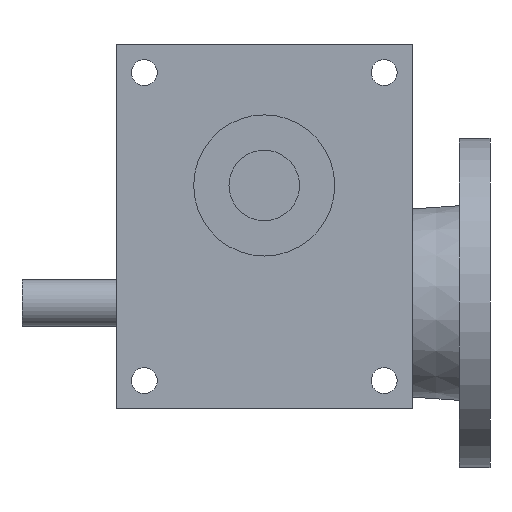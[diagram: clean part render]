
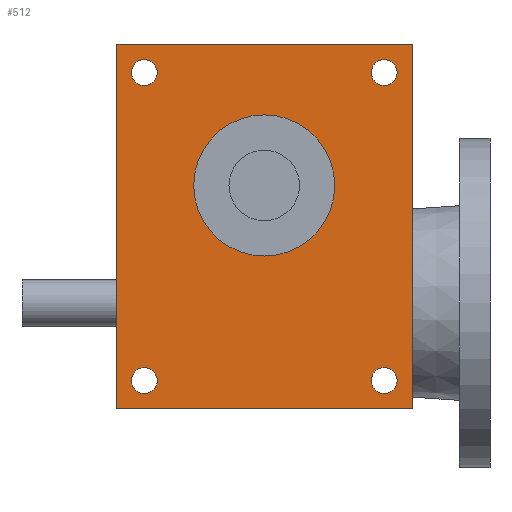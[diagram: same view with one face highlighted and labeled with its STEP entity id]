
A CAD part, front view. The second image highlights one B-rep face of the part: STEP entity #512.
In plain terms, the highlighted planar face has unit normal (0, -1, 0).
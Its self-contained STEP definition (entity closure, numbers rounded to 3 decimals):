
#512 = ADVANCED_FACE( '', ( #1029, #1030, #1031, #1032, #1033, #1034 ), #1035, .F. );
#1029 = FACE_BOUND( '', #1568, .T. );
#1030 = FACE_BOUND( '', #1569, .T. );
#1031 = FACE_BOUND( '', #1570, .T. );
#1032 = FACE_BOUND( '', #1571, .T. );
#1033 = FACE_BOUND( '', #1572, .T. );
#1034 = FACE_OUTER_BOUND( '', #1573, .T. );
#1035 = PLANE( '', #1574 );
#1568 = EDGE_LOOP( '', ( #2694 ) );
#1569 = EDGE_LOOP( '', ( #2695 ) );
#1570 = EDGE_LOOP( '', ( #2696 ) );
#1571 = EDGE_LOOP( '', ( #2697 ) );
#1572 = EDGE_LOOP( '', ( #2698 ) );
#1573 = EDGE_LOOP( '', ( #2699, #2700, #2701, #2702 ) );
#1574 = AXIS2_PLACEMENT_3D( '', #2703, #2704, #2705 );
#2694 = ORIENTED_EDGE( '', *, *, #3025, .T. );
#2695 = ORIENTED_EDGE( '', *, *, #3446, .T. );
#2696 = ORIENTED_EDGE( '', *, *, #3440, .T. );
#2697 = ORIENTED_EDGE( '', *, *, #3447, .T. );
#2698 = ORIENTED_EDGE( '', *, *, #3448, .T. );
#2699 = ORIENTED_EDGE( '', *, *, #2993, .T. );
#2700 = ORIENTED_EDGE( '', *, *, #3315, .F. );
#2701 = ORIENTED_EDGE( '', *, *, #3338, .F. );
#2702 = ORIENTED_EDGE( '', *, *, #3385, .T. );
#2703 = CARTESIAN_POINT( '', ( -63., -45., 77.5 ) );
#2704 = DIRECTION( '', ( 0., 1., 0. ) );
#2705 = DIRECTION( '', ( 0., 0., 1. ) );
#2993 = EDGE_CURVE( '', #3495, #3499, #3501, .T. );
#3025 = EDGE_CURVE( '', #3553, #3553, #3554, .T. );
#3315 = EDGE_CURVE( '', #4012, #3499, #4014, .T. );
#3338 = EDGE_CURVE( '', #4045, #4012, #4047, .T. );
#3385 = EDGE_CURVE( '', #4045, #3495, #4105, .T. );
#3440 = EDGE_CURVE( '', #4172, #4172, #4173, .T. );
#3446 = EDGE_CURVE( '', #4181, #4181, #4182, .T. );
#3447 = EDGE_CURVE( '', #4183, #4183, #4184, .T. );
#3448 = EDGE_CURVE( '', #4185, #4185, #4186, .T. );
#3495 = VERTEX_POINT( '', #4239 );
#3499 = VERTEX_POINT( '', #4245 );
#3501 = LINE( '', #4248, #4249 );
#3553 = VERTEX_POINT( '', #4318 );
#3554 = CIRCLE( '', #4319, 5.5 );
#4012 = VERTEX_POINT( '', #4987 );
#4014 = LINE( '', #4990, #4991 );
#4045 = VERTEX_POINT( '', #5033 );
#4047 = LINE( '', #5036, #5037 );
#4105 = LINE( '', #5116, #5117 );
#4172 = VERTEX_POINT( '', #5205 );
#4173 = CIRCLE( '', #5206, 5.5 );
#4181 = VERTEX_POINT( '', #5216 );
#4182 = CIRCLE( '', #5217, 5.5 );
#4183 = VERTEX_POINT( '', #5218 );
#4184 = CIRCLE( '', #5219, 5.5 );
#4185 = VERTEX_POINT( '', #5220 );
#4186 = CIRCLE( '', #5221, 30. );
#4239 = CARTESIAN_POINT( '', ( -63., -45., -77.5 ) );
#4245 = CARTESIAN_POINT( '', ( 63., -45., -77.5 ) );
#4248 = CARTESIAN_POINT( '', ( -63., -45., -77.5 ) );
#4249 = VECTOR( '', #5286, 1000. );
#4318 = CARTESIAN_POINT( '', ( 56.5, -45., 65.5 ) );
#4319 = AXIS2_PLACEMENT_3D( '', #5319, #5320, #5321 );
#4987 = CARTESIAN_POINT( '', ( 63., -45., 77.5 ) );
#4990 = CARTESIAN_POINT( '', ( 63., -45., 77.5 ) );
#4991 = VECTOR( '', #5672, 1000. );
#5033 = CARTESIAN_POINT( '', ( -63., -45., 77.5 ) );
#5036 = CARTESIAN_POINT( '', ( -63., -45., 77.5 ) );
#5037 = VECTOR( '', #5694, 1000. );
#5116 = CARTESIAN_POINT( '', ( -63., -45., 77.5 ) );
#5117 = VECTOR( '', #5728, 1000. );
#5205 = CARTESIAN_POINT( '', ( -45.5, -45., -65.5 ) );
#5206 = AXIS2_PLACEMENT_3D( '', #5783, #5784, #5785 );
#5216 = CARTESIAN_POINT( '', ( -45.5, -45., 65.5 ) );
#5217 = AXIS2_PLACEMENT_3D( '', #5791, #5792, #5793 );
#5218 = CARTESIAN_POINT( '', ( 56.5, -45., -65.5 ) );
#5219 = AXIS2_PLACEMENT_3D( '', #5794, #5795, #5796 );
#5220 = CARTESIAN_POINT( '', ( 30., -45., 17.5 ) );
#5221 = AXIS2_PLACEMENT_3D( '', #5797, #5798, #5799 );
#5286 = DIRECTION( '', ( 1., 0., 0. ) );
#5319 = CARTESIAN_POINT( '', ( 51., -45., 65.5 ) );
#5320 = DIRECTION( '', ( 0., 1., 0. ) );
#5321 = DIRECTION( '', ( 1., 0., 0. ) );
#5672 = DIRECTION( '', ( 0., 0., -1. ) );
#5694 = DIRECTION( '', ( 1., 0., 0. ) );
#5728 = DIRECTION( '', ( 0., 0., -1. ) );
#5783 = CARTESIAN_POINT( '', ( -51., -45., -65.5 ) );
#5784 = DIRECTION( '', ( 0., 1., 0. ) );
#5785 = DIRECTION( '', ( 1., 0., 0. ) );
#5791 = CARTESIAN_POINT( '', ( -51., -45., 65.5 ) );
#5792 = DIRECTION( '', ( 0., 1., 0. ) );
#5793 = DIRECTION( '', ( 1., 0., 0. ) );
#5794 = CARTESIAN_POINT( '', ( 51., -45., -65.5 ) );
#5795 = DIRECTION( '', ( 0., 1., 0. ) );
#5796 = DIRECTION( '', ( 1., 0., 0. ) );
#5797 = CARTESIAN_POINT( '', ( 0., -45., 17.5 ) );
#5798 = DIRECTION( '', ( 0., 1., 0. ) );
#5799 = DIRECTION( '', ( 1., 0., 0. ) );
